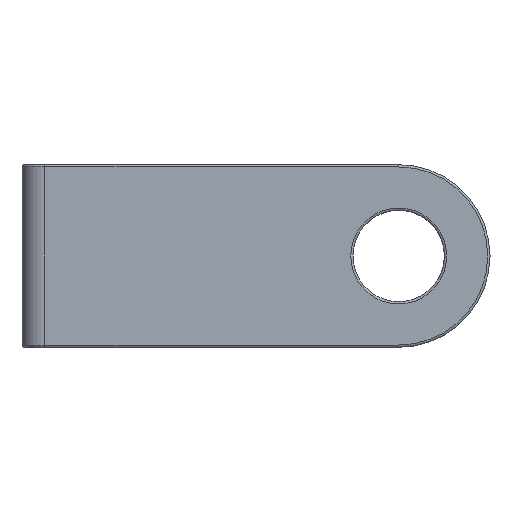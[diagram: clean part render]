
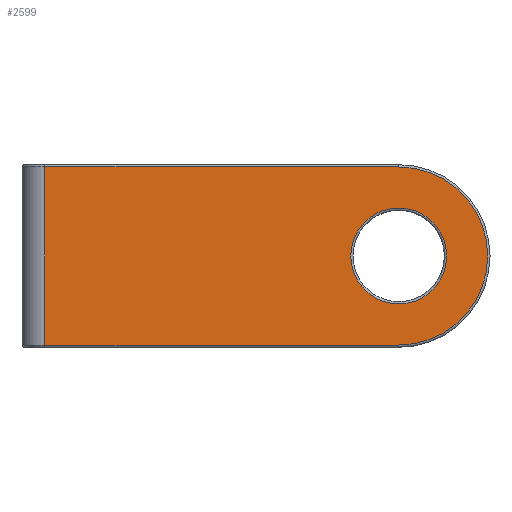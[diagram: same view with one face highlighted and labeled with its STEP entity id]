
A CAD part, left-side view. The second image highlights one B-rep face of the part: STEP entity #2599.
In plain terms, the highlighted planar face has unit normal (-1, 0, 0).
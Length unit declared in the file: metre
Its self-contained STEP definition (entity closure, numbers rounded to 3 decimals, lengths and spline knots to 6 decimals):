
#119=CIRCLE('',#2768,0.0039);
#210=CIRCLE('',#2894,0.0021);
#732=ORIENTED_EDGE('',*,*,#1509,.F.);
#733=ORIENTED_EDGE('',*,*,#1510,.F.);
#734=ORIENTED_EDGE('',*,*,#1340,.F.);
#735=ORIENTED_EDGE('',*,*,#1511,.F.);
#736=ORIENTED_EDGE('',*,*,#1512,.F.);
#1340=EDGE_CURVE('',#1733,#1734,#119,.T.);
#1509=EDGE_CURVE('',#1822,#1822,#210,.T.);
#1510=EDGE_CURVE('',#1734,#1731,#1993,.T.);
#1511=EDGE_CURVE('',#1735,#1733,#1994,.T.);
#1512=EDGE_CURVE('',#1731,#1735,#1995,.T.);
#1731=VERTEX_POINT('',#4024);
#1733=VERTEX_POINT('',#4030);
#1734=VERTEX_POINT('',#4031);
#1735=VERTEX_POINT('',#4037);
#1822=VERTEX_POINT('',#4618);
#1993=LINE('',#4619,#2131);
#1994=LINE('',#4620,#2132);
#1995=LINE('',#4621,#2133);
#2131=VECTOR('',#3467,1.);
#2132=VECTOR('',#3468,1.);
#2133=VECTOR('',#3469,1.);
#2226=EDGE_LOOP('',(#732));
#2227=EDGE_LOOP('',(#733,#734,#735,#736));
#2400=FACE_BOUND('',#2226,.T.);
#2401=FACE_BOUND('',#2227,.T.);
#2528=PLANE('',#2893);
#2599=ADVANCED_FACE('',(#2400,#2401),#2528,.F.);
#2768=AXIS2_PLACEMENT_3D('',#4029,#3162,#3163);
#2893=AXIS2_PLACEMENT_3D('',#4616,#3463,#3464);
#2894=AXIS2_PLACEMENT_3D('',#4617,#3465,#3466);
#3162=DIRECTION('',(1.,0.,0.));
#3163=DIRECTION('',(0.,-1.,0.));
#3463=DIRECTION('',(1.,0.,0.));
#3464=DIRECTION('',(0.,1.,0.));
#3465=DIRECTION('',(-1.,0.,0.));
#3466=DIRECTION('',(0.,1.,0.));
#3467=DIRECTION('',(0.,1.,0.));
#3468=DIRECTION('',(0.,-1.,0.));
#3469=DIRECTION('',(0.,0.,1.));
#4024=CARTESIAN_POINT('',(-0.00575,0.005,-0.0039));
#4029=CARTESIAN_POINT('',(-0.00575,-0.0105,0.));
#4030=CARTESIAN_POINT('',(-0.00575,-0.0105,0.0039));
#4031=CARTESIAN_POINT('',(-0.00575,-0.0105,-0.0039));
#4037=CARTESIAN_POINT('',(-0.00575,0.005,0.0039));
#4616=CARTESIAN_POINT('',(-0.00575,-0.00425,0.002));
#4617=CARTESIAN_POINT('',(-0.00575,-0.0105,0.));
#4618=CARTESIAN_POINT('',(-0.00575,-0.0084,0.));
#4619=CARTESIAN_POINT('',(-0.00575,0.000875,-0.0039));
#4620=CARTESIAN_POINT('',(-0.00575,0.000875,0.0039));
#4621=CARTESIAN_POINT('',(-0.00575,0.005,0.001));
